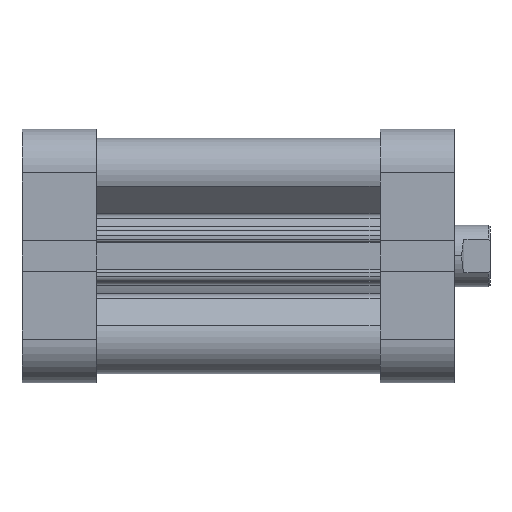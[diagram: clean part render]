
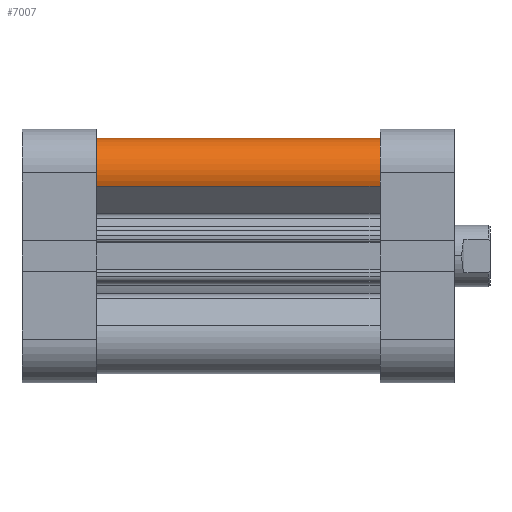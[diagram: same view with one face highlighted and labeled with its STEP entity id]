
A CAD part, front view. The second image highlights one B-rep face of the part: STEP entity #7007.
In plain terms, the highlighted cylindrical face has radius 6.75 mm (diameter 13.5 mm), a partial arc.
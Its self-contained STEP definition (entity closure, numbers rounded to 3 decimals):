
#84 = CARTESIAN_POINT ( 'NONE',  ( -23., -16.25, 55.5 ) ) ;
#85 = CARTESIAN_POINT ( 'NONE',  ( -23., -16.25, 0. ) ) ;
#106 = CARTESIAN_POINT ( 'NONE',  ( -13.633, -22.472, 55.5 ) ) ;
#156 = CARTESIAN_POINT ( 'NONE',  ( -13.633, -22.472, 0. ) ) ;
#817 = VERTEX_POINT ( 'NONE', #156 ) ;
#901 = VERTEX_POINT ( 'NONE', #106 ) ;
#966 = VERTEX_POINT ( 'NONE', #85 ) ;
#975 = VERTEX_POINT ( 'NONE', #84 ) ;
#1594 = EDGE_CURVE ( 'NONE', #966, #817, #7906, .T. ) ;
#1603 = EDGE_CURVE ( 'NONE', #975, #966, #7919, .T. ) ;
#1605 = EDGE_CURVE ( 'NONE', #975, #901, #7923, .T. ) ;
#1606 = EDGE_CURVE ( 'NONE', #901, #817, #7922, .T. ) ;
#3081 = CARTESIAN_POINT ( 'NONE',  ( -16.25, -16.25, 0. ) ) ;
#3082 = DIRECTION ( 'NONE',  ( 0., 0., 1. ) ) ;
#3083 = DIRECTION ( 'NONE',  ( -1., 0., 0. ) ) ;
#3103 = CARTESIAN_POINT ( 'NONE',  ( -23., -16.25, 55.5 ) ) ;
#3104 = DIRECTION ( 'NONE',  ( 0., 0., -1. ) ) ;
#3108 = CARTESIAN_POINT ( 'NONE',  ( -16.25, -16.25, 55.5 ) ) ;
#3109 = DIRECTION ( 'NONE',  ( 0., 0., 1. ) ) ;
#3110 = DIRECTION ( 'NONE',  ( -1., 0., 0. ) ) ;
#3112 = CARTESIAN_POINT ( 'NONE',  ( -13.633, -22.472, 55.5 ) ) ;
#3113 = DIRECTION ( 'NONE',  ( 0., 0., -1. ) ) ;
#5676 = FACE_OUTER_BOUND ( 'NONE', #8974, .T. ) ;
#5679 = CYLINDRICAL_SURFACE ( 'NONE', #8686, 6.75 ) ;
#6043 = DIRECTION ( 'NONE',  ( -1., 0., 0. ) ) ;
#6044 = DIRECTION ( 'NONE',  ( 0., 0., -1. ) ) ;
#6045 = CARTESIAN_POINT ( 'NONE',  ( -16.25, -16.25, 55.5 ) ) ;
#7007 = ADVANCED_FACE ( 'NONE', ( #5676 ), #5679, .T. ) ;
#7906 = CIRCLE ( 'NONE', #8434, 6.75 ) ;
#7918 = VECTOR ( 'NONE', #3113, 1000. ) ;
#7919 = LINE ( 'NONE', #3103, #7920 ) ;
#7920 = VECTOR ( 'NONE', #3104, 1000. ) ;
#7922 = LINE ( 'NONE', #3112, #7918 ) ;
#7923 = CIRCLE ( 'NONE', #8439, 6.75 ) ;
#8434 = AXIS2_PLACEMENT_3D ( 'NONE', #3081, #3082, #3083 ) ;
#8439 = AXIS2_PLACEMENT_3D ( 'NONE', #3108, #3109, #3110 ) ;
#8686 = AXIS2_PLACEMENT_3D ( 'NONE', #6045, #6044, #6043 ) ;
#8974 = EDGE_LOOP ( 'NONE', ( #10208, #10221, #10290, #10206 ) ) ;
#10206 = ORIENTED_EDGE ( 'NONE', *, *, #1606, .F. ) ;
#10208 = ORIENTED_EDGE ( 'NONE', *, *, #1605, .F. ) ;
#10221 = ORIENTED_EDGE ( 'NONE', *, *, #1603, .T. ) ;
#10290 = ORIENTED_EDGE ( 'NONE', *, *, #1594, .T. ) ;
